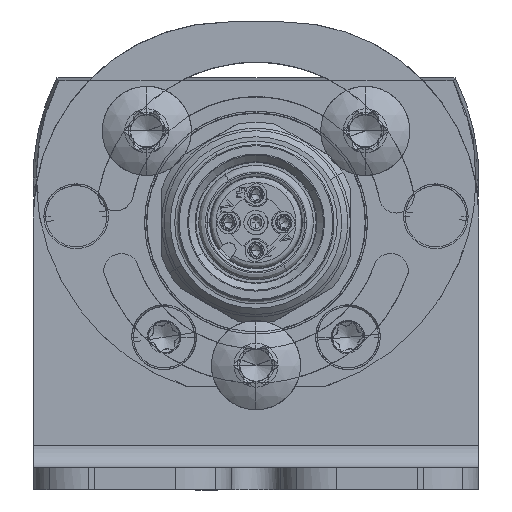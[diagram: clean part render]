
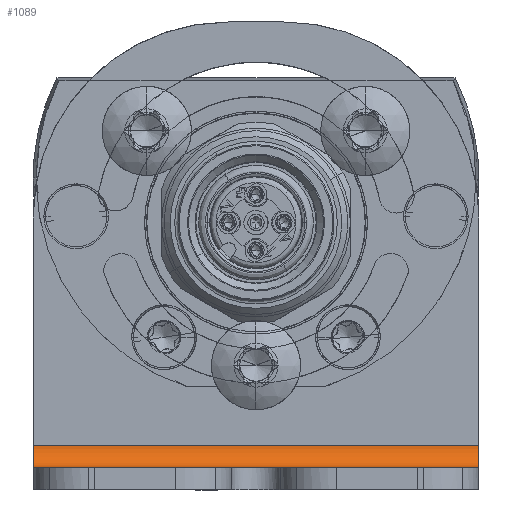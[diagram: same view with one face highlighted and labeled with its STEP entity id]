
A CAD part, front view. The second image highlights one B-rep face of the part: STEP entity #1089.
In plain terms, the highlighted cylindrical face has radius 2 mm (diameter 4 mm), a partial arc.
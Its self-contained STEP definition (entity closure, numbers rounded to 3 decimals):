
#1062=AXIS2_PLACEMENT_3D('Cylinder Axis2P3D',#1059,#1060,#1061) ;
#1075=AXIS2_PLACEMENT_3D('Circle Axis2P3D',#1073,#1074,$) ;
#1080=AXIS2_PLACEMENT_3D('Circle Axis2P3D',#1078,#1079,$) ;
#148=CARTESIAN_POINT('Vertex',(0.004,23.,4.)) ;
#151=CARTESIAN_POINT('Line Origine',(20.004,23.,4.)) ;
#155=CARTESIAN_POINT('Vertex',(40.004,23.,4.)) ;
#1059=CARTESIAN_POINT('Axis2P3D Location',(20.004,21.,4.)) ;
#1064=CARTESIAN_POINT('Line Origine',(20.004,21.,2.)) ;
#1068=CARTESIAN_POINT('Vertex',(40.004,21.,2.)) ;
#1070=CARTESIAN_POINT('Vertex',(0.004,21.,2.)) ;
#1073=CARTESIAN_POINT('Axis2P3D Location',(40.004,21.,4.)) ;
#1078=CARTESIAN_POINT('Axis2P3D Location',(0.004,21.,4.)) ;
#152=DIRECTION('Vector Direction',(1.,0.,0.)) ;
#1060=DIRECTION('Axis2P3D Direction',(-1.,0.,0.)) ;
#1061=DIRECTION('Axis2P3D XDirection',(0.,1.,0.)) ;
#1065=DIRECTION('Vector Direction',(-1.,0.,0.)) ;
#1074=DIRECTION('Axis2P3D Direction',(-1.,0.,0.)) ;
#1079=DIRECTION('Axis2P3D Direction',(-1.,0.,0.)) ;
#153=VECTOR('Line Direction',#152,1.) ;
#1066=VECTOR('Line Direction',#1065,1.) ;
#1084=ORIENTED_EDGE('',*,*,#1072,.F.) ;
#1085=ORIENTED_EDGE('',*,*,#1077,.T.) ;
#1086=ORIENTED_EDGE('',*,*,#157,.F.) ;
#1087=ORIENTED_EDGE('',*,*,#1082,.F.) ;
#1089=ADVANCED_FACE('Hauptk\X2\00F6\X0\rper',(#1088),#1063,.F.) ;
#1076=CIRCLE('generated circle',#1075,2.) ;
#1081=CIRCLE('generated circle',#1080,2.) ;
#1063=CYLINDRICAL_SURFACE('generated cylinder',#1062,2.) ;
#157=EDGE_CURVE('',#149,#156,#154,.T.) ;
#1072=EDGE_CURVE('',#1069,#1071,#1067,.T.) ;
#1077=EDGE_CURVE('',#1069,#156,#1076,.F.) ;
#1082=EDGE_CURVE('',#1071,#149,#1081,.F.) ;
#1083=EDGE_LOOP('',(#1084,#1085,#1086,#1087)) ;
#1088=FACE_OUTER_BOUND('',#1083,.T.) ;
#154=LINE('Line',#151,#153) ;
#1067=LINE('Line',#1064,#1066) ;
#149=VERTEX_POINT('',#148) ;
#156=VERTEX_POINT('',#155) ;
#1069=VERTEX_POINT('',#1068) ;
#1071=VERTEX_POINT('',#1070) ;
